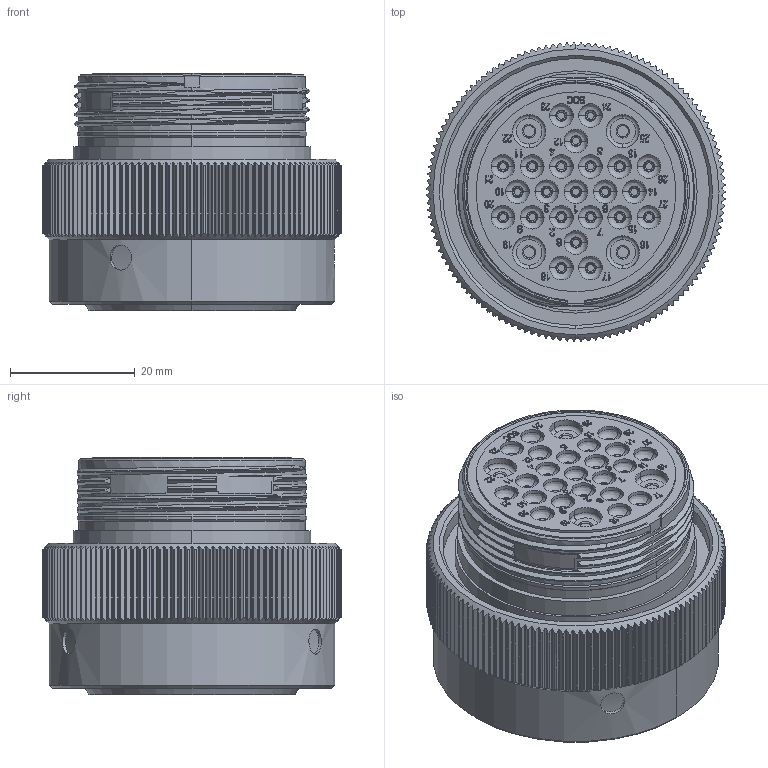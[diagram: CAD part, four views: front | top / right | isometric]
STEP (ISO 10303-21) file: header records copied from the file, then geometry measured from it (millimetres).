
FILE_DESCRIPTION((''),'2;1');
FILE_NAME('C-AHDM06-24-27SR_3D','2018-10-13T',('Administrator'),(''),'PRO/ENGINEER BY PARAMETRIC TECHNOLOGY CORPORATION, 2016360','PRO/ENGINEER BY PARAMETRIC TECHNOLOGY CORPORATION, 2016360','');
FILE_SCHEMA(('CONFIG_CONTROL_DESIGN'));
Length unit declared in the file: millimetre
Products named in the file (1): C-AHDM06-24-27SR_3D
Bounding box: 47.79 x 47.8 x 38.02 mm (x, y, z)
Volume: 47132.1 mm3; surface area: 16025.8 mm2
Topology: 1 solids, 1 shells, 2947 faces, 8261 edges, 5537 vertices
Faces by surface type: extrusion 1310, plane 948, cylinder 485, cone 72, bspline 68, torus 64
Entity records: 109045 total; most frequent: CARTESIAN_POINT 39791, ORIENTED_EDGE 16522, DIRECTION 9827, EDGE_CURVE 8261, VERTEX_POINT 5537, B_SPLINE_CURVE_WITH_KNOTS 5144, VECTOR 4785, LINE 3475
